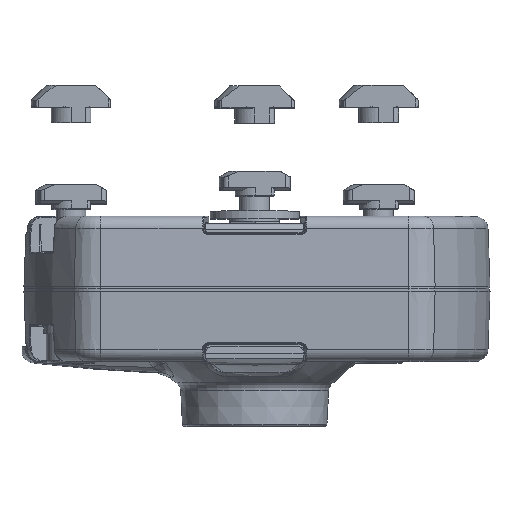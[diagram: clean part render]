
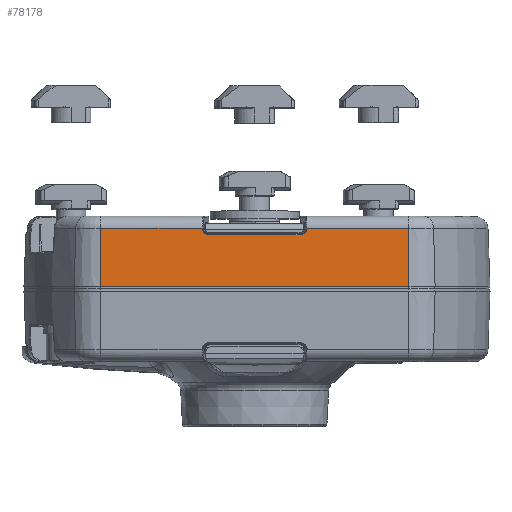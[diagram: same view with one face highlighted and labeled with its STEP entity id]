
A CAD part, top view. The second image highlights one B-rep face of the part: STEP entity #78178.
In plain terms, the highlighted face is planar.
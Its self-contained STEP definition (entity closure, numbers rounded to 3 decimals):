
#372 = VERTEX_POINT ( 'NONE', #13894 ) ;
#1758 = CARTESIAN_POINT ( 'NONE',  ( -31.052, -14.187, -32.505 ) ) ;
#9832 = DIRECTION ( 'NONE',  ( 1., 0., 0. ) ) ;
#13894 = CARTESIAN_POINT ( 'NONE',  ( -31.052, -2.5, -32.913 ) ) ;
#14559 = VERTEX_POINT ( 'NONE', #84758 ) ;
#15897 = EDGE_CURVE ( 'NONE', #89648, #18013, #42439, .T. ) ;
#16387 = LINE ( 'NONE', #76429, #38752 ) ;
#16406 = CARTESIAN_POINT ( 'NONE',  ( -9.342, -12.907, -32.549 ) ) ;
#18013 = VERTEX_POINT ( 'NONE', #16406 ) ;
#19989 = DIRECTION ( 'NONE',  ( 0., 0.999, -0.035 ) ) ;
#20029 = CARTESIAN_POINT ( 'NONE',  ( -31.052, -2.5, -32.913 ) ) ;
#20092 = LINE ( 'NONE', #58444, #70721 ) ;
#20573 = DIRECTION ( 'NONE',  ( 1., 0., 0. ) ) ;
#20797 = FACE_OUTER_BOUND ( 'NONE', #63341, .T. ) ;
#21197 = EDGE_CURVE ( 'NONE', #14559, #89648, #55491, .T. ) ;
#24070 = CARTESIAN_POINT ( 'NONE',  ( 31.052, 0., -33. ) ) ;
#25027 = VERTEX_POINT ( 'NONE', #112123 ) ;
#25745 = LINE ( 'NONE', #47486, #95723 ) ;
#25948 = ORIENTED_EDGE ( 'NONE', *, *, #34479, .F. ) ;
#27012 = CARTESIAN_POINT ( 'NONE',  ( 10.048, -12.907, -32.549 ) ) ;
#30131 = VECTOR ( 'NONE', #77771, 1000. ) ;
#31950 = VECTOR ( 'NONE', #106232, 1000. ) ;
#33658 = DIRECTION ( 'NONE',  ( 0., 0.999, -0.035 ) ) ;
#34479 = EDGE_CURVE ( 'NONE', #18013, #86062, #16387, .T. ) ;
#36600 = CARTESIAN_POINT ( 'NONE',  ( 10.546, -13.404, -32.532 ) ) ;
#37807 = CARTESIAN_POINT ( 'NONE',  ( -10.543, -14.107, -32.507 ) ) ;
#37952 = ORIENTED_EDGE ( 'NONE', *, *, #117188, .F. ) ;
#38752 = VECTOR ( 'NONE', #9832, 1000. ) ;
#41326 = VERTEX_POINT ( 'NONE', #82023 ) ;
#42439 =( BOUNDED_CURVE ( )  B_SPLINE_CURVE ( 3, ( #37807, #94792, #85205, #104309 ),
 .UNSPECIFIED., .F., .F. ) 
 B_SPLINE_CURVE_WITH_KNOTS ( ( 4, 4 ),
 ( 2.792, 4.363 ),
 .UNSPECIFIED. ) 
 CURVE ( )  GEOMETRIC_REPRESENTATION_ITEM ( )  RATIONAL_B_SPLINE_CURVE ( ( 1., 0.805, 0.805, 1. ) ) 
 REPRESENTATION_ITEM ( '' )  );
#46802 = EDGE_CURVE ( 'NONE', #25027, #372, #57107, .T. ) ;
#47486 = CARTESIAN_POINT ( 'NONE',  ( 31.052, -14.187, -32.505 ) ) ;
#50376 = VERTEX_POINT ( 'NONE', #55415 ) ;
#51131 = CARTESIAN_POINT ( 'NONE',  ( 9.342, -12.907, -32.549 ) ) ;
#51347 = LINE ( 'NONE', #67425, #76622 ) ;
#53680 = VERTEX_POINT ( 'NONE', #1758 ) ;
#55185 = DIRECTION ( 'NONE',  ( 0., -0.999, 0.035 ) ) ;
#55415 = CARTESIAN_POINT ( 'NONE',  ( 10.543, -14.107, -32.507 ) ) ;
#55491 = LINE ( 'NONE', #77365, #30131 ) ;
#57107 = LINE ( 'NONE', #20029, #76428 ) ;
#57273 = LINE ( 'NONE', #114567, #31950 ) ;
#57653 = ORIENTED_EDGE ( 'NONE', *, *, #121183, .T. ) ;
#58444 = CARTESIAN_POINT ( 'NONE',  ( -10.353, -14.187, -32.505 ) ) ;
#63341 = EDGE_LOOP ( 'NONE', ( #95460, #57653, #112221, #37952, #122968, #92410, #118896, #25948, #113781, #105185 ) ) ;
#64726 = VERTEX_POINT ( 'NONE', #71457 ) ;
#67425 = CARTESIAN_POINT ( 'NONE',  ( -31.052, 0., -33. ) ) ;
#67528 = EDGE_CURVE ( 'NONE', #86062, #50376, #73882, .T. ) ;
#70721 = VECTOR ( 'NONE', #20573, 1000. ) ;
#71457 = CARTESIAN_POINT ( 'NONE',  ( 31.052, -14.187, -32.505 ) ) ;
#73859 = DIRECTION ( 'NONE',  ( 0., -0.035, -0.999 ) ) ;
#73882 =( BOUNDED_CURVE ( )  B_SPLINE_CURVE ( 3, ( #83993, #27012, #36600, #103099 ),
 .UNSPECIFIED., .F., .F. ) 
 B_SPLINE_CURVE_WITH_KNOTS ( ( 4, 4 ),
 ( 1.92, 3.491 ),
 .UNSPECIFIED. ) 
 CURVE ( )  GEOMETRIC_REPRESENTATION_ITEM ( )  RATIONAL_B_SPLINE_CURVE ( ( 1., 0.805, 0.805, 1. ) ) 
 REPRESENTATION_ITEM ( '' )  );
#76428 = VECTOR ( 'NONE', #95314, 1000. ) ;
#76429 = CARTESIAN_POINT ( 'NONE',  ( 9.36, -12.907, -32.549 ) ) ;
#76622 = VECTOR ( 'NONE', #19989, 1000. ) ;
#77365 = CARTESIAN_POINT ( 'NONE',  ( -10.543, -14.101, -32.508 ) ) ;
#77407 = DIRECTION ( 'NONE',  ( 1., 0., 0. ) ) ;
#77771 = DIRECTION ( 'NONE',  ( -0.003, 0.999, -0.035 ) ) ;
#78178 = ADVANCED_FACE ( 'NONE', ( #20797 ), #112054, .T. ) ;
#79676 = EDGE_CURVE ( 'NONE', #50376, #41326, #57273, .T. ) ;
#82023 = CARTESIAN_POINT ( 'NONE',  ( 10.543, -14.187, -32.505 ) ) ;
#83395 = CARTESIAN_POINT ( 'NONE',  ( -31.052, 0., -33. ) ) ;
#83993 = CARTESIAN_POINT ( 'NONE',  ( 9.342, -12.907, -32.549 ) ) ;
#84758 = CARTESIAN_POINT ( 'NONE',  ( -10.543, -14.187, -32.505 ) ) ;
#85205 = CARTESIAN_POINT ( 'NONE',  ( -10.048, -12.907, -32.549 ) ) ;
#86062 = VERTEX_POINT ( 'NONE', #51131 ) ;
#89648 = VERTEX_POINT ( 'NONE', #99292 ) ;
#92410 = ORIENTED_EDGE ( 'NONE', *, *, #79676, .F. ) ;
#94792 = CARTESIAN_POINT ( 'NONE',  ( -10.546, -13.404, -32.532 ) ) ;
#95314 = DIRECTION ( 'NONE',  ( -1., 0., 0. ) ) ;
#95460 = ORIENTED_EDGE ( 'NONE', *, *, #107827, .F. ) ;
#95723 = VECTOR ( 'NONE', #77407, 1000. ) ;
#99292 = CARTESIAN_POINT ( 'NONE',  ( -10.543, -14.107, -32.507 ) ) ;
#101686 = AXIS2_PLACEMENT_3D ( 'NONE', #83395, #73859, #55185 ) ;
#103099 = CARTESIAN_POINT ( 'NONE',  ( 10.543, -14.107, -32.507 ) ) ;
#104309 = CARTESIAN_POINT ( 'NONE',  ( -9.342, -12.907, -32.549 ) ) ;
#105185 = ORIENTED_EDGE ( 'NONE', *, *, #21197, .F. ) ;
#106232 = DIRECTION ( 'NONE',  ( -0.003, -0.999, 0.035 ) ) ;
#106656 = VECTOR ( 'NONE', #33658, 1000. ) ;
#107827 = EDGE_CURVE ( 'NONE', #53680, #14559, #20092, .T. ) ;
#109658 = LINE ( 'NONE', #24070, #106656 ) ;
#112054 = PLANE ( 'NONE',  #101686 ) ;
#112123 = CARTESIAN_POINT ( 'NONE',  ( 31.052, -2.5, -32.913 ) ) ;
#112221 = ORIENTED_EDGE ( 'NONE', *, *, #46802, .F. ) ;
#113781 = ORIENTED_EDGE ( 'NONE', *, *, #15897, .F. ) ;
#114567 = CARTESIAN_POINT ( 'NONE',  ( 10.543, -14.188, -32.505 ) ) ;
#117188 = EDGE_CURVE ( 'NONE', #64726, #25027, #109658, .T. ) ;
#118896 = ORIENTED_EDGE ( 'NONE', *, *, #67528, .F. ) ;
#121183 = EDGE_CURVE ( 'NONE', #53680, #372, #51347, .T. ) ;
#122497 = EDGE_CURVE ( 'NONE', #41326, #64726, #25745, .T. ) ;
#122968 = ORIENTED_EDGE ( 'NONE', *, *, #122497, .F. ) ;
